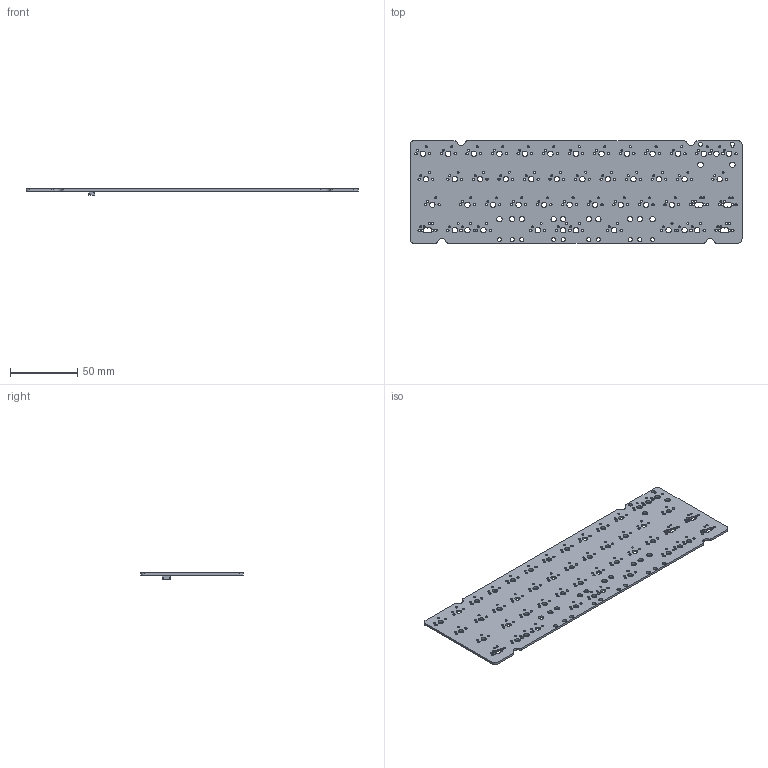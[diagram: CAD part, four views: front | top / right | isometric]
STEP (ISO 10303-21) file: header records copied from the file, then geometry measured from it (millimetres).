
FILE_DESCRIPTION(('KiCad electronic assembly'),'2;1');
FILE_NAME('QS-13u-broke.step','2022-04-28T01:12:49',('Pcbnew'),('Kicad') ,'Open CASCADE STEP processor 7.6','KiCad to STEP converter','Unknown' );
FILE_SCHEMA(('AUTOMOTIVE_DESIGN { 1 0 10303 214 1 1 1 1 }'));
Length unit declared in the file: millimetre
Products named in the file (4): QS-13u-broke 1; SM04B-SRSS-TB; SOLID; _autosave-QS-13u PCB
Assembly tree (3 placements, depth 3):
  QS-13u-broke 1
    SM04B-SRSS-TB
      SOLID
    _autosave-QS-13u PCB
Bounding box: 247.65 x 76.2 x 4.61 mm (x, y, z)
Volume: 27978.4 mm3; surface area: 39270.2 mm2
Topology: 2 solids, 2 shells, 435 faces, 1272 edges, 850 vertices
Faces by surface type: cylinder 327, bspline 89, plane 19
Full cylindrical faces by diameter (mm): 1.524 x107, 1.75 x86, 3.048 x10, 3.988 x57
Entity records: 34403 total; most frequent: CARTESIAN_POINT 10344, DIRECTION 3688, ORIENTED_EDGE 2544, PCURVE 2544, DEFINITIONAL_REPRESENTATION 2544, LINE 1640, VECTOR 1640, EDGE_CURVE 1272
